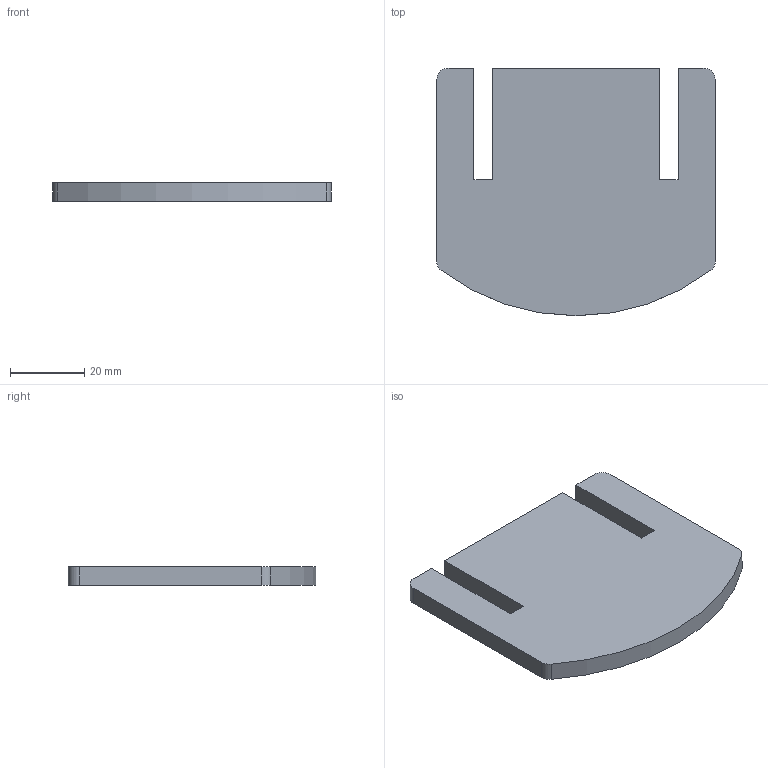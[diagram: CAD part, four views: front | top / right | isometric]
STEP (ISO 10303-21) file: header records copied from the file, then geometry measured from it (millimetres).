
FILE_DESCRIPTION(/* description */ (''),/* implementation_level */ '2;1');
FILE_NAME(/* name */ 'Pusher_Middle.step',/* time_stamp */ '2020-04-03T12:31:46+07:00',/* author */ (''),/* organization */ (''),/* preprocessor_version */ 'ST-DEVELOPER v18',/* originating_system */ 'Autodesk Translation Framework v8.12.0.6',/* authorisation */ '');
FILE_SCHEMA (('AUTOMOTIVE_DESIGN { 1 0 10303 214 3 1 1 }'));
Length unit declared in the file: millimetre
Products named in the file (1): Pusher_Middle_Guider
Bounding box: 75 x 66.67 x 5 mm (x, y, z)
Volume: 21914.4 mm3; surface area: 10666 mm2
Topology: 1 solids, 1 shells, 18 faces, 48 edges, 32 vertices
Faces by surface type: plane 13, cylinder 5
Entity records: 595 total; most frequent: CARTESIAN_POINT 99, ORIENTED_EDGE 96, DIRECTION 96, EDGE_CURVE 48, LINE 38, VECTOR 38, VERTEX_POINT 32, AXIS2_PLACEMENT_3D 29
